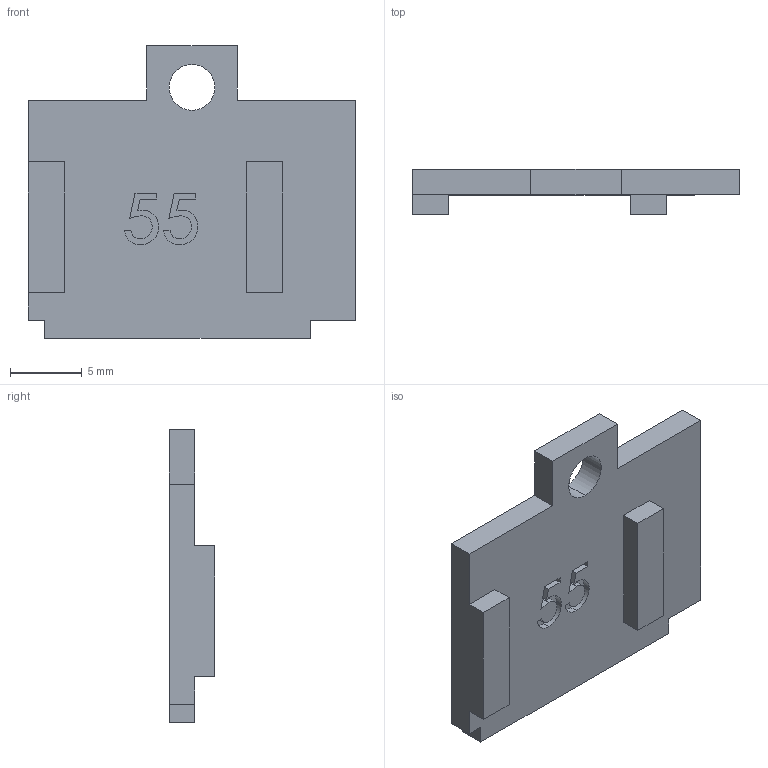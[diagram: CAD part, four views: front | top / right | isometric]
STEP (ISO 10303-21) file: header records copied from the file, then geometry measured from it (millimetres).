
FILE_DESCRIPTION (( 'STEP AP214' ), '1' );
FILE_NAME ('Display_Holder_55.STEP', '2022-10-16T00:53:13', ( '' ), ( '' ), 'SwSTEP 2.0', 'SolidWorks 2020', '' );
FILE_SCHEMA (( 'AUTOMOTIVE_DESIGN' ));
Length unit declared in the file: inch
Products named in the file (1): Display_Holder_55
Bounding box: 22.86 x 3.17 x 20.45 mm (x, y, z)
Volume: 756.8 mm3; surface area: 1035.7 mm2
Topology: 1 solids, 1 shells, 55 faces, 150 edges, 100 vertices
Faces by surface type: plane 37, bspline 16, cylinder 2
Entity records: 2680 total; most frequent: CARTESIAN_POINT 1346, ORIENTED_EDGE 300, DIRECTION 202, EDGE_CURVE 150, LINE 114, VECTOR 114, VERTEX_POINT 100, EDGE_LOOP 60
